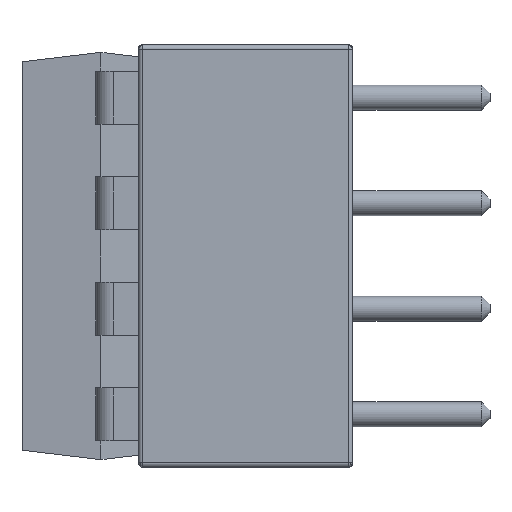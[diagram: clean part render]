
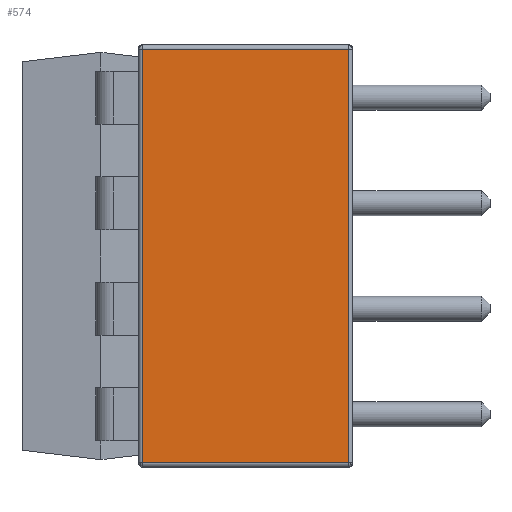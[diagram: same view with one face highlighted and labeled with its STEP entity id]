
A CAD part, left-side view. The second image highlights one B-rep face of the part: STEP entity #574.
In plain terms, the highlighted planar face has unit normal (-1, 0, 0).
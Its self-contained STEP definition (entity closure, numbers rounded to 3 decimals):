
#506 = VERTEX_POINT ( 'NONE', #6113 ) ;
#574 = ADVANCED_FACE ( 'NONE', ( #13328 ), #12803, .F. ) ;
#1072 = LINE ( 'NONE', #9624, #7569 ) ;
#1485 = ORIENTED_EDGE ( 'NONE', *, *, #12888, .F. ) ;
#1508 = DIRECTION ( 'NONE',  ( 0., 0., -1. ) ) ;
#1947 = ORIENTED_EDGE ( 'NONE', *, *, #10393, .F. ) ;
#3068 = CARTESIAN_POINT ( 'NONE',  ( -5.08, 5.06, -0.1 ) ) ;
#4065 = DIRECTION ( 'NONE',  ( 0., 0., 1. ) ) ;
#4105 = CARTESIAN_POINT ( 'NONE',  ( -5.08, 3.87, -0.1 ) ) ;
#4579 = CARTESIAN_POINT ( 'NONE',  ( -5.08, 0.1, 0. ) ) ;
#5332 = EDGE_CURVE ( 'NONE', #6562, #8976, #13280, .T. ) ;
#5344 = LINE ( 'NONE', #9561, #13021 ) ;
#5965 = ORIENTED_EDGE ( 'NONE', *, *, #7459, .F. ) ;
#6113 = CARTESIAN_POINT ( 'NONE',  ( -5.08, 5.06, -10.06 ) ) ;
#6562 = VERTEX_POINT ( 'NONE', #10564 ) ;
#7181 = CARTESIAN_POINT ( 'NONE',  ( -5.08, 0.1, -10.06 ) ) ;
#7459 = EDGE_CURVE ( 'NONE', #8976, #506, #5344, .T. ) ;
#7569 = VECTOR ( 'NONE', #4065, 1000. ) ;
#8514 = VERTEX_POINT ( 'NONE', #3068 ) ;
#8569 = DIRECTION ( 'NONE',  ( 1., 0., 0. ) ) ;
#8752 = ORIENTED_EDGE ( 'NONE', *, *, #5332, .F. ) ;
#8976 = VERTEX_POINT ( 'NONE', #7181 ) ;
#9077 = LINE ( 'NONE', #4105, #9427 ) ;
#9185 = EDGE_LOOP ( 'NONE', ( #8752, #1947, #1485, #5965 ) ) ;
#9427 = VECTOR ( 'NONE', #12742, 1000. ) ;
#9561 = CARTESIAN_POINT ( 'NONE',  ( -5.08, 3.87, -10.06 ) ) ;
#9622 = DIRECTION ( 'NONE',  ( 0., 0., -1. ) ) ;
#9624 = CARTESIAN_POINT ( 'NONE',  ( -5.08, 5.06, 0. ) ) ;
#9895 = AXIS2_PLACEMENT_3D ( 'NONE', #12900, #8569, #9622 ) ;
#10393 = EDGE_CURVE ( 'NONE', #8514, #6562, #9077, .T. ) ;
#10564 = CARTESIAN_POINT ( 'NONE',  ( -5.08, 0.1, -0.1 ) ) ;
#12742 = DIRECTION ( 'NONE',  ( 0., -1., 0. ) ) ;
#12749 = DIRECTION ( 'NONE',  ( 0., 1., 0. ) ) ;
#12774 = VECTOR ( 'NONE', #1508, 1000. ) ;
#12803 = PLANE ( 'NONE',  #9895 ) ;
#12888 = EDGE_CURVE ( 'NONE', #506, #8514, #1072, .T. ) ;
#12900 = CARTESIAN_POINT ( 'NONE',  ( -5.08, 5.16, 0. ) ) ;
#13021 = VECTOR ( 'NONE', #12749, 1000. ) ;
#13280 = LINE ( 'NONE', #4579, #12774 ) ;
#13328 = FACE_OUTER_BOUND ( 'NONE', #9185, .T. ) ;
